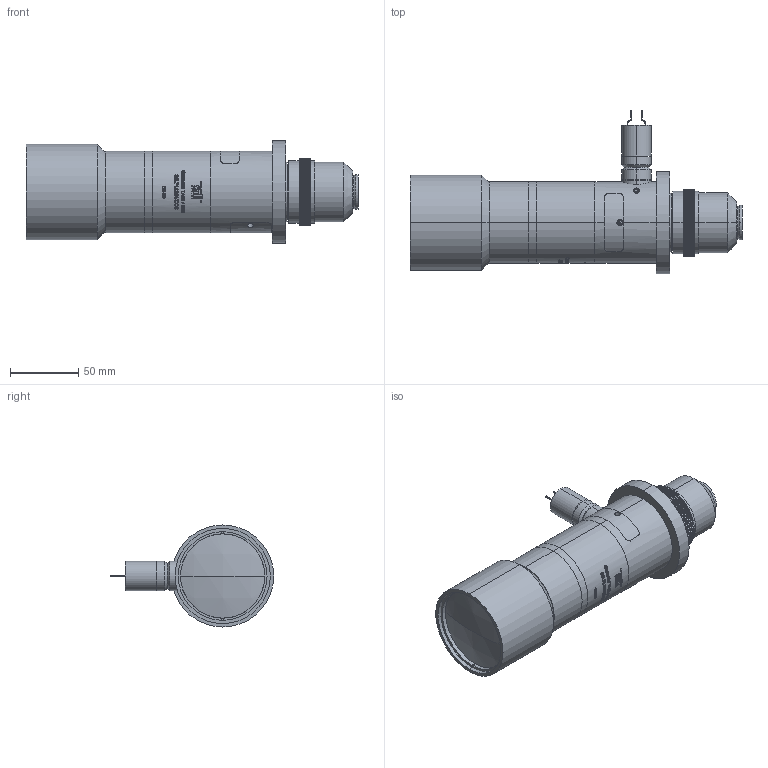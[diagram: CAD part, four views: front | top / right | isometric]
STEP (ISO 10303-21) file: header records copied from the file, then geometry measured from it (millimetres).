
FILE_DESCRIPTION (( 'STEP AP203' ), '1' );
FILE_NAME ('S5LPL1260_LED_02.STEP', '2022-03-04T05:45:58', ( '' ), ( '' ), 'SwSTEP 2.0', 'SolidWorks 2021', '' );
FILE_SCHEMA (( 'CONFIG_CONTROL_DESIGN' ));
Length unit declared in the file: millimetre
Products named in the file (37): DIN 912 M2 x 4 --- 4N_DIN 912 M2 x 4 --- 4N; S5FIL0201; 134317; S0DIF1363; 110211; 239407; 163501; 307606; 518002; 134330; 134316; 518003; O-Ring 15x1; S5LED0011; S5ELE1365; 053710; 110206; 110205; 134319; 134318; 110201; 097108; S5LPL1260_LED_02; DIN 912 M2 x 10 --- 10N_DIN 912 M2 x 10 --- 10N; S5MEC0010_R„ndel; 100006; S5LDX0015; DIN 914 - M3 x 4-N_DIN 914 - M3 x 4-N; Anschlußkabel 300 mm^134301; 518001; 116009_S5LPL1260-LED; 100007; 518004; S5LDX1024; S5LAO1204__078; 134301; 266406
Assembly tree (39 placements, depth 4):
  S5LPL1260_LED_02
    S5LAO1204__078
      S5LDX1024
    100007
    100006
    239407
    116009_S5LPL1260-LED
    518001
      518002
      518003
      518004
      O-Ring 15x1
      DIN 912 M2 x 10 --- 10N_DIN 912 M2 x 10 --- 10N
      DIN 912 M2 x 4 --- 4N_DIN 912 M2 x 4 --- 4N  x2
      DIN 914 - M3 x 4-N_DIN 914 - M3 x 4-N
    110201
      S5MEC0010_R„ndel
      S5LDX0015
      307606
      110211
      110206
      110205
    163501
      134316  x2
      S0DIF1363
      S5FIL0201
      134301
        134317
        134319
        134330
        S5ELE1365
        S5LED0011
        Anschlußkabel 300 mm^134301  x2
      053710
      134318
    097108
    266406
Bounding box: 244.08 x 120.13 x 75 mm (x, y, z)
Volume: 310472.3 mm3; surface area: 163790.4 mm2
Topology: 34 solids, 34 shells, 1979 faces, 5053 edges, 3253 vertices
Faces by surface type: plane 772, cylinder 584, bspline 344, cone 148, torus 122, sphere 9
Entity records: 98247 total; most frequent: CARTESIAN_POINT 49904, ORIENTED_EDGE 9718, DIRECTION 8438, EDGE_CURVE 4859, VERTEX_POINT 3149, AXIS2_PLACEMENT_3D 3135, VECTOR 2168, LINE 2168
